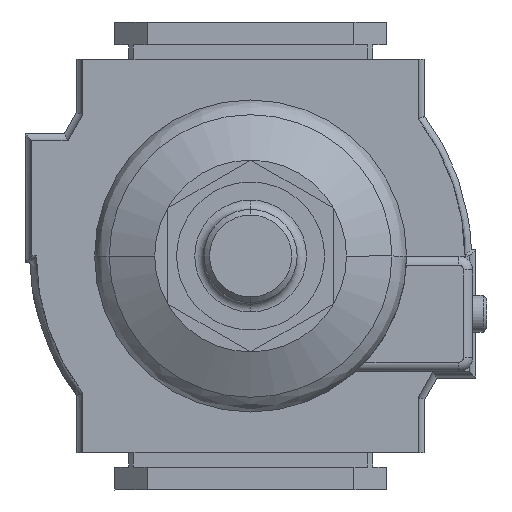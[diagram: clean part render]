
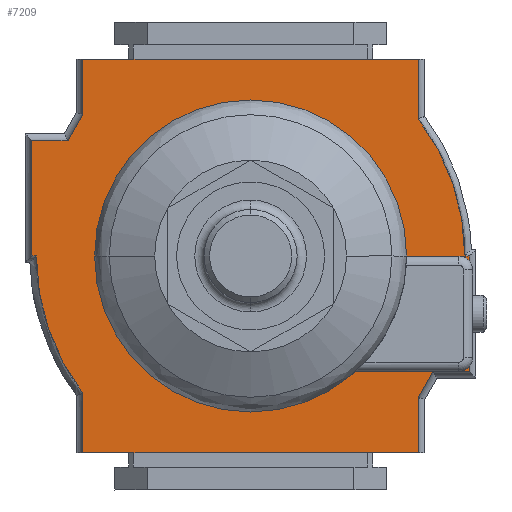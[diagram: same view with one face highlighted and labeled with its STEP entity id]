
A CAD part, front view. The second image highlights one B-rep face of the part: STEP entity #7209.
In plain terms, the highlighted face is planar.
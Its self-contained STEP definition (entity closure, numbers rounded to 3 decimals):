
#16 = DIRECTION ( 'NONE',  ( 1., 0., 0. ) ) ;
#26 = ORIENTED_EDGE ( 'NONE', *, *, #8974, .F. ) ;
#33 = EDGE_CURVE ( 'NONE', #118, #3427, #5316, .T. ) ;
#84 = CARTESIAN_POINT ( 'NONE',  ( 18., 30.9, -21.125 ) ) ;
#116 = VECTOR ( 'NONE', #5252, 1000. ) ;
#118 = VERTEX_POINT ( 'NONE', #7109 ) ;
#223 = LINE ( 'NONE', #3305, #7730 ) ;
#371 = AXIS2_PLACEMENT_3D ( 'NONE', #2096, #6659, #7513 ) ;
#509 = LINE ( 'NONE', #6958, #116 ) ;
#562 = EDGE_CURVE ( 'NONE', #8546, #6063, #8911, .T. ) ;
#676 = CARTESIAN_POINT ( 'NONE',  ( -23.5, 30.9, -12.4 ) ) ;
#709 = VERTEX_POINT ( 'NONE', #2275 ) ;
#793 = DIRECTION ( 'NONE',  ( -1., 0., 0. ) ) ;
#823 = LINE ( 'NONE', #2880, #2011 ) ;
#881 = EDGE_CURVE ( 'NONE', #3427, #2546, #5515, .T. ) ;
#987 = CARTESIAN_POINT ( 'NONE',  ( -19.6, 30.9, -12.4 ) ) ;
#1062 = ORIENTED_EDGE ( 'NONE', *, *, #5469, .F. ) ;
#1166 = EDGE_CURVE ( 'NONE', #9918, #8546, #3053, .T. ) ;
#1208 = CARTESIAN_POINT ( 'NONE',  ( 23., 30.9, 0. ) ) ;
#1350 = ORIENTED_EDGE ( 'NONE', *, *, #881, .F. ) ;
#1370 = CARTESIAN_POINT ( 'NONE',  ( 23.5, 30.9, 0. ) ) ;
#1439 = ORIENTED_EDGE ( 'NONE', *, *, #4676, .F. ) ;
#1584 = VECTOR ( 'NONE', #1685, 1000. ) ;
#1685 = DIRECTION ( 'NONE',  ( 0., 0., 1. ) ) ;
#1755 = DIRECTION ( 'NONE',  ( 0., 0., 1. ) ) ;
#1871 = ORIENTED_EDGE ( 'NONE', *, *, #4341, .F. ) ;
#1974 = CARTESIAN_POINT ( 'NONE',  ( 23.5, 30.9, 12.4 ) ) ;
#2011 = VECTOR ( 'NONE', #5289, 1000. ) ;
#2018 = CARTESIAN_POINT ( 'NONE',  ( 23.5, 30.9, 12.4 ) ) ;
#2096 = CARTESIAN_POINT ( 'NONE',  ( -1.2, 30.9, 0. ) ) ;
#2160 = VECTOR ( 'NONE', #3885, 1000. ) ;
#2259 = DIRECTION ( 'NONE',  ( -0.496, 0., 0.868 ) ) ;
#2275 = CARTESIAN_POINT ( 'NONE',  ( -18., 30.9, -15.2 ) ) ;
#2342 = DIRECTION ( 'NONE',  ( 0., 0., 1. ) ) ;
#2368 = ORIENTED_EDGE ( 'NONE', *, *, #8485, .F. ) ;
#2399 = DIRECTION ( 'NONE',  ( 0., 0., -1. ) ) ;
#2419 = CARTESIAN_POINT ( 'NONE',  ( -18., 30.9, -21.125 ) ) ;
#2477 = ORIENTED_EDGE ( 'NONE', *, *, #33, .F. ) ;
#2482 = LINE ( 'NONE', #84, #9445 ) ;
#2546 = VERTEX_POINT ( 'NONE', #6070 ) ;
#2605 = LINE ( 'NONE', #9504, #6522 ) ;
#2646 = DIRECTION ( 'NONE',  ( 0., 1., 0. ) ) ;
#2655 = VERTEX_POINT ( 'NONE', #4701 ) ;
#2668 = ORIENTED_EDGE ( 'NONE', *, *, #4041, .F. ) ;
#2727 = ORIENTED_EDGE ( 'NONE', *, *, #1166, .F. ) ;
#2777 = DIRECTION ( 'NONE',  ( -1., 0., 0. ) ) ;
#2880 = CARTESIAN_POINT ( 'NONE',  ( 18., 30.9, 21.125 ) ) ;
#3053 = LINE ( 'NONE', #4449, #5414 ) ;
#3086 = EDGE_CURVE ( 'NONE', #6771, #118, #823, .T. ) ;
#3208 = VERTEX_POINT ( 'NONE', #987 ) ;
#3257 = LINE ( 'NONE', #8540, #8069 ) ;
#3295 = DIRECTION ( 'NONE',  ( 0., 0., 1. ) ) ;
#3305 = CARTESIAN_POINT ( 'NONE',  ( -23.5, 30.9, 0. ) ) ;
#3427 = VERTEX_POINT ( 'NONE', #4763 ) ;
#3753 = VECTOR ( 'NONE', #2399, 1000. ) ;
#3817 = CARTESIAN_POINT ( 'NONE',  ( -18., 30.9, 21.125 ) ) ;
#3885 = DIRECTION ( 'NONE',  ( 0.496, 0., -0.868 ) ) ;
#3966 = CARTESIAN_POINT ( 'NONE',  ( 1.2, 30.9, 0. ) ) ;
#4041 = EDGE_CURVE ( 'NONE', #7041, #3208, #509, .T. ) ;
#4122 = CARTESIAN_POINT ( 'NONE',  ( 18., 30.9, 21.125 ) ) ;
#4236 = CIRCLE ( 'NONE', #371, 24.2 ) ;
#4270 = LINE ( 'NONE', #1208, #9168 ) ;
#4341 = EDGE_CURVE ( 'NONE', #9719, #9918, #4270, .T. ) ;
#4376 = VERTEX_POINT ( 'NONE', #8394 ) ;
#4447 = CARTESIAN_POINT ( 'NONE',  ( 18., 30.9, 15.2 ) ) ;
#4449 = CARTESIAN_POINT ( 'NONE',  ( 23.5, 30.9, 0. ) ) ;
#4676 = EDGE_CURVE ( 'NONE', #709, #6355, #2605, .T. ) ;
#4701 = CARTESIAN_POINT ( 'NONE',  ( -23.5, 30.9, 0. ) ) ;
#4763 = CARTESIAN_POINT ( 'NONE',  ( -18., 30.9, 14.731 ) ) ;
#4839 = DIRECTION ( 'NONE',  ( 1., 0., 0. ) ) ;
#4902 = CARTESIAN_POINT ( 'NONE',  ( 0., 30.9, 0. ) ) ;
#4964 = DIRECTION ( 'NONE',  ( 0., 0., -1. ) ) ;
#5043 = EDGE_CURVE ( 'NONE', #9595, #9719, #4236, .T. ) ;
#5231 = LINE ( 'NONE', #8333, #5409 ) ;
#5252 = DIRECTION ( 'NONE',  ( 1., 0., 0. ) ) ;
#5289 = DIRECTION ( 'NONE',  ( -1., 0., 0. ) ) ;
#5316 = LINE ( 'NONE', #3817, #3753 ) ;
#5409 = VECTOR ( 'NONE', #2259, 1000. ) ;
#5414 = VECTOR ( 'NONE', #2342, 1000. ) ;
#5469 = EDGE_CURVE ( 'NONE', #2655, #7041, #223, .T. ) ;
#5515 = CIRCLE ( 'NONE', #6353, 24.2 ) ;
#5564 = DIRECTION ( 'NONE',  ( -1., 0., 0. ) ) ;
#5709 = FACE_OUTER_BOUND ( 'NONE', #9848, .T. ) ;
#5724 = DIRECTION ( 'NONE',  ( 0., 0., -1. ) ) ;
#5779 = AXIS2_PLACEMENT_3D ( 'NONE', #4902, #2646, #3295 ) ;
#6063 = VERTEX_POINT ( 'NONE', #8962 ) ;
#6070 = CARTESIAN_POINT ( 'NONE',  ( -23., 30.9, 0. ) ) ;
#6105 = LINE ( 'NONE', #8437, #9192 ) ;
#6242 = CARTESIAN_POINT ( 'NONE',  ( 18., 30.9, 15.2 ) ) ;
#6353 = AXIS2_PLACEMENT_3D ( 'NONE', #3966, #6398, #5564 ) ;
#6355 = VERTEX_POINT ( 'NONE', #2419 ) ;
#6398 = DIRECTION ( 'NONE',  ( 0., -1., 0. ) ) ;
#6522 = VECTOR ( 'NONE', #5724, 1000. ) ;
#6659 = DIRECTION ( 'NONE',  ( 0., -1., 0. ) ) ;
#6771 = VERTEX_POINT ( 'NONE', #4122 ) ;
#6844 = ORIENTED_EDGE ( 'NONE', *, *, #5043, .F. ) ;
#6914 = EDGE_CURVE ( 'NONE', #2546, #2655, #6105, .T. ) ;
#6944 = ORIENTED_EDGE ( 'NONE', *, *, #9464, .F. ) ;
#6958 = CARTESIAN_POINT ( 'NONE',  ( -23.5, 30.9, -12.4 ) ) ;
#6984 = EDGE_CURVE ( 'NONE', #8008, #6771, #9295, .T. ) ;
#7040 = ORIENTED_EDGE ( 'NONE', *, *, #562, .F. ) ;
#7041 = VERTEX_POINT ( 'NONE', #676 ) ;
#7109 = CARTESIAN_POINT ( 'NONE',  ( -18., 30.9, 21.125 ) ) ;
#7132 = CARTESIAN_POINT ( 'NONE',  ( -19.6, 30.9, -12.4 ) ) ;
#7209 = ADVANCED_FACE ( 'NONE', ( #5709 ), #9597, .T. ) ;
#7372 = ORIENTED_EDGE ( 'NONE', *, *, #7579, .F. ) ;
#7513 = DIRECTION ( 'NONE',  ( 1., 0., 0. ) ) ;
#7579 = EDGE_CURVE ( 'NONE', #6355, #4376, #3257, .T. ) ;
#7661 = VECTOR ( 'NONE', #2777, 1000. ) ;
#7730 = VECTOR ( 'NONE', #4964, 1000. ) ;
#8008 = VERTEX_POINT ( 'NONE', #4447 ) ;
#8069 = VECTOR ( 'NONE', #16, 1000. ) ;
#8333 = CARTESIAN_POINT ( 'NONE',  ( 19.6, 30.9, 12.4 ) ) ;
#8394 = CARTESIAN_POINT ( 'NONE',  ( 18., 30.9, -21.125 ) ) ;
#8437 = CARTESIAN_POINT ( 'NONE',  ( -23., 30.9, 0. ) ) ;
#8485 = EDGE_CURVE ( 'NONE', #4376, #9595, #2482, .T. ) ;
#8540 = CARTESIAN_POINT ( 'NONE',  ( -18., 30.9, -21.125 ) ) ;
#8546 = VERTEX_POINT ( 'NONE', #2018 ) ;
#8561 = CARTESIAN_POINT ( 'NONE',  ( 23., 30.9, 0. ) ) ;
#8592 = LINE ( 'NONE', #7132, #2160 ) ;
#8911 = LINE ( 'NONE', #1974, #7661 ) ;
#8962 = CARTESIAN_POINT ( 'NONE',  ( 19.6, 30.9, 12.4 ) ) ;
#8974 = EDGE_CURVE ( 'NONE', #3208, #709, #8592, .T. ) ;
#9041 = ORIENTED_EDGE ( 'NONE', *, *, #6914, .F. ) ;
#9168 = VECTOR ( 'NONE', #4839, 1000. ) ;
#9175 = CARTESIAN_POINT ( 'NONE',  ( 18., 30.9, -14.731 ) ) ;
#9192 = VECTOR ( 'NONE', #793, 1000. ) ;
#9245 = ORIENTED_EDGE ( 'NONE', *, *, #3086, .F. ) ;
#9295 = LINE ( 'NONE', #6242, #1584 ) ;
#9445 = VECTOR ( 'NONE', #1755, 1000. ) ;
#9464 = EDGE_CURVE ( 'NONE', #6063, #8008, #5231, .T. ) ;
#9504 = CARTESIAN_POINT ( 'NONE',  ( -18., 30.9, -15.2 ) ) ;
#9594 = ORIENTED_EDGE ( 'NONE', *, *, #6984, .F. ) ;
#9595 = VERTEX_POINT ( 'NONE', #9175 ) ;
#9597 = PLANE ( 'NONE',  #5779 ) ;
#9719 = VERTEX_POINT ( 'NONE', #8561 ) ;
#9848 = EDGE_LOOP ( 'NONE', ( #1871, #6844, #2368, #7372, #1439, #26, #2668, #1062, #9041, #1350, #2477, #9245, #9594, #6944, #7040, #2727 ) ) ;
#9918 = VERTEX_POINT ( 'NONE', #1370 ) ;
